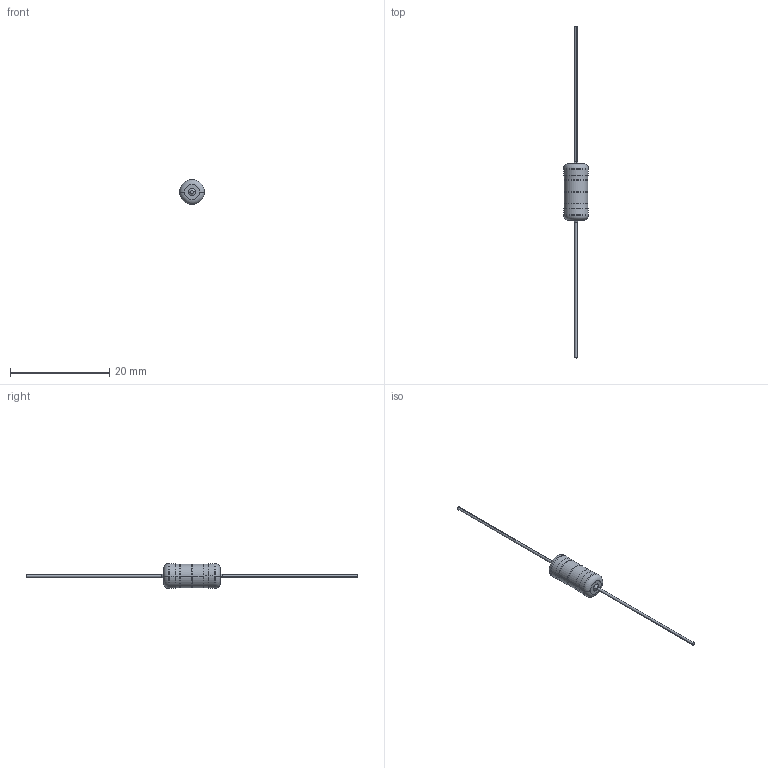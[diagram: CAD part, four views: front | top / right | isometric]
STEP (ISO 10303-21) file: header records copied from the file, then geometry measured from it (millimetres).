
FILE_DESCRIPTION((''),'2;1');
FILE_NAME('PRT0001','2014-07-30T',('a'),(''),'PRO/ENGINEER BY PARAMETRIC TECHNOLOGY CORPORATION, 2007170','PRO/ENGINEER BY PARAMETRIC TECHNOLOGY CORPORATION, 2007170','');
FILE_SCHEMA(('CONFIG_CONTROL_DESIGN'));
Length unit declared in the file: millimetre
Products named in the file (1): PRT0001
Bounding box: 5 x 66.85 x 5 mm (x, y, z)
Volume: 218.3 mm3; surface area: 402.1 mm2
Topology: 4 solids, 4 shells, 42 faces, 76 edges, 44 vertices
Faces by surface type: cylinder 16, torus 12, plane 10, bspline 4
Entity records: 1164 total; most frequent: CARTESIAN_POINT 270, DIRECTION 212, ORIENTED_EDGE 152, AXIS2_PLACEMENT_3D 98, EDGE_CURVE 76, CIRCLE 60, VERTEX_POINT 44, EDGE_LOOP 44
